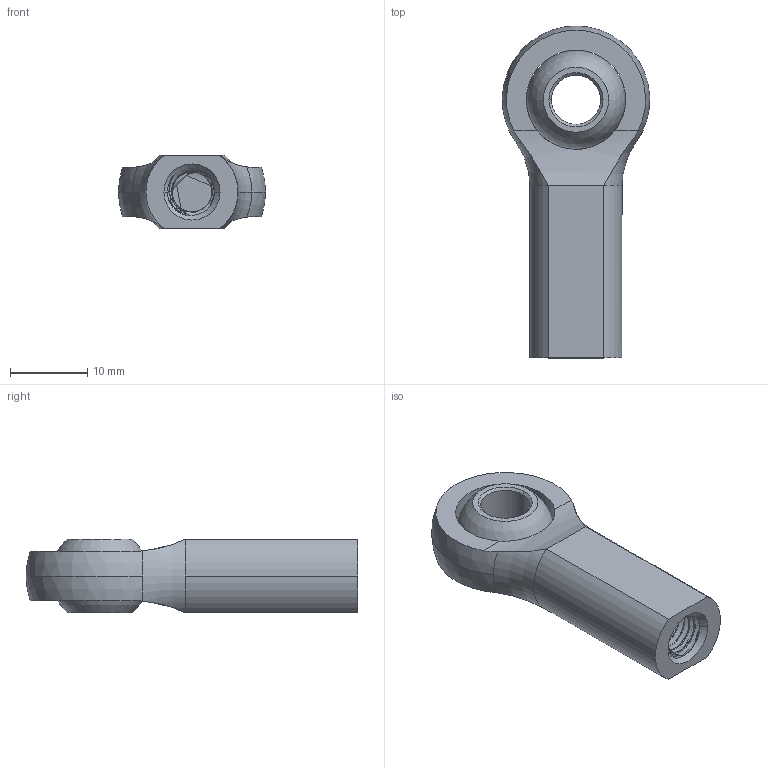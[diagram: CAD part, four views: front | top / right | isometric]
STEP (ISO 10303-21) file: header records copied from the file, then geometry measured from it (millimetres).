
FILE_DESCRIPTION (( 'STEP AP203' ), '1' );
FILE_NAME ('60645K321.STEP', '2014-10-03T14:05:59', ( 'Kyle' ), ( 'Microsoft' ), 'SwSTEP 2.0', 'SolidWorks 2014', '' );
FILE_SCHEMA (( 'CONFIG_CONTROL_DESIGN' ));
Length unit declared in the file: inch
Products named in the file (1): 60645K321
Bounding box: 19.02 x 42.86 x 9.53 mm (x, y, z)
Volume: 3608.4 mm3; surface area: 2976.3 mm2
Topology: 2 solids, 2 shells, 73 faces, 202 edges, 132 vertices
Faces by surface type: cylinder 48, plane 8, cone 7, sphere 4, torus 3, bspline 3
Entity records: 5908 total; most frequent: CARTESIAN_POINT 4214, ORIENTED_EDGE 400, DIRECTION 284, EDGE_CURVE 200, VERTEX_POINT 132, AXIS2_PLACEMENT_3D 111, EDGE_LOOP 78, FACE_OUTER_BOUND 73
